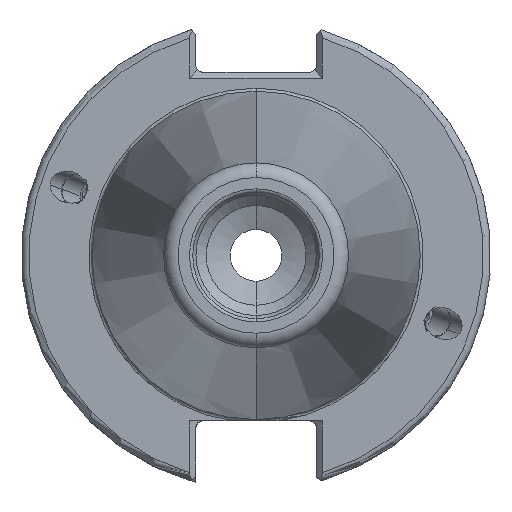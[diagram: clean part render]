
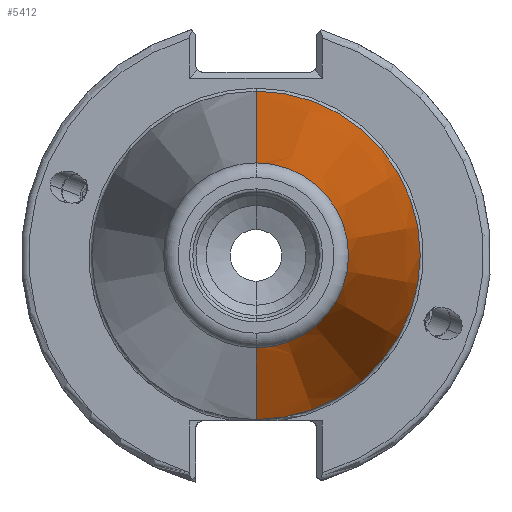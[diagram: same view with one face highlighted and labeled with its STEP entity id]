
A CAD part, left-side view. The second image highlights one B-rep face of the part: STEP entity #5412.
In plain terms, the highlighted conical face has half-angle 8.297 degrees and reference radius 22.225 mm.
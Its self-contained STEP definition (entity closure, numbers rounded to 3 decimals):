
#78 = EDGE_CURVE ( 'NONE', #4148, #1263, #2703, .T. ) ;
#132 = CARTESIAN_POINT ( 'NONE',  ( -146.539, 0., -12.522 ) ) ;
#417 = LINE ( 'NONE', #1769, #428 ) ;
#425 = AXIS2_PLACEMENT_3D ( 'NONE', #2809, #656, #4458 ) ;
#428 = VECTOR ( 'NONE', #1777, 1000. ) ;
#656 = DIRECTION ( 'NONE',  ( 1., 0., 0. ) ) ;
#1263 = VERTEX_POINT ( 'NONE', #1385 ) ;
#1385 = CARTESIAN_POINT ( 'NONE',  ( -146.539, 0., 12.522 ) ) ;
#1440 = CIRCLE ( 'NONE', #2965, 22.225 ) ;
#1769 = CARTESIAN_POINT ( 'NONE',  ( -80., 0., 22.225 ) ) ;
#1770 = CONICAL_SURFACE ( 'NONE', #425, 22.225, 0.145 ) ;
#1777 = DIRECTION ( 'NONE',  ( 0.99, 0., 0.144 ) ) ;
#1803 = EDGE_LOOP ( 'NONE', ( #5072, #3679, #4957, #4704 ) ) ;
#1875 = DIRECTION ( 'NONE',  ( 0., 0., 1. ) ) ;
#1911 = CARTESIAN_POINT ( 'NONE',  ( -146.539, 0., 0. ) ) ;
#2025 = CARTESIAN_POINT ( 'NONE',  ( -80., 0., -22.225 ) ) ;
#2324 = DIRECTION ( 'NONE',  ( -1., 0., 0. ) ) ;
#2486 = EDGE_CURVE ( 'NONE', #1263, #3031, #417, .T. ) ;
#2703 = CIRCLE ( 'NONE', #5754, 12.522 ) ;
#2809 = CARTESIAN_POINT ( 'NONE',  ( -80., 0., 0. ) ) ;
#2896 = DIRECTION ( 'NONE',  ( 0., 0., 1. ) ) ;
#2965 = AXIS2_PLACEMENT_3D ( 'NONE', #5421, #2324, #2896 ) ;
#3031 = VERTEX_POINT ( 'NONE', #5815 ) ;
#3061 = EDGE_CURVE ( 'NONE', #4148, #5244, #5906, .T. ) ;
#3350 = DIRECTION ( 'NONE',  ( -1., 0., 0. ) ) ;
#3355 = CARTESIAN_POINT ( 'NONE',  ( -80., 0., -22.225 ) ) ;
#3679 = ORIENTED_EDGE ( 'NONE', *, *, #78, .F. ) ;
#4148 = VERTEX_POINT ( 'NONE', #132 ) ;
#4458 = DIRECTION ( 'NONE',  ( 0., 0., -1. ) ) ;
#4704 = ORIENTED_EDGE ( 'NONE', *, *, #5536, .T. ) ;
#4957 = ORIENTED_EDGE ( 'NONE', *, *, #3061, .T. ) ;
#5072 = ORIENTED_EDGE ( 'NONE', *, *, #2486, .F. ) ;
#5244 = VERTEX_POINT ( 'NONE', #2025 ) ;
#5412 = ADVANCED_FACE ( 'NONE', ( #5783 ), #1770, .T. ) ;
#5421 = CARTESIAN_POINT ( 'NONE',  ( -80., 0., 0. ) ) ;
#5536 = EDGE_CURVE ( 'NONE', #5244, #3031, #1440, .T. ) ;
#5754 = AXIS2_PLACEMENT_3D ( 'NONE', #1911, #3350, #1875 ) ;
#5783 = FACE_OUTER_BOUND ( 'NONE', #1803, .T. ) ;
#5794 = VECTOR ( 'NONE', #6158, 1000. ) ;
#5815 = CARTESIAN_POINT ( 'NONE',  ( -80., 0., 22.225 ) ) ;
#5906 = LINE ( 'NONE', #3355, #5794 ) ;
#6158 = DIRECTION ( 'NONE',  ( 0.99, 0., -0.144 ) ) ;
